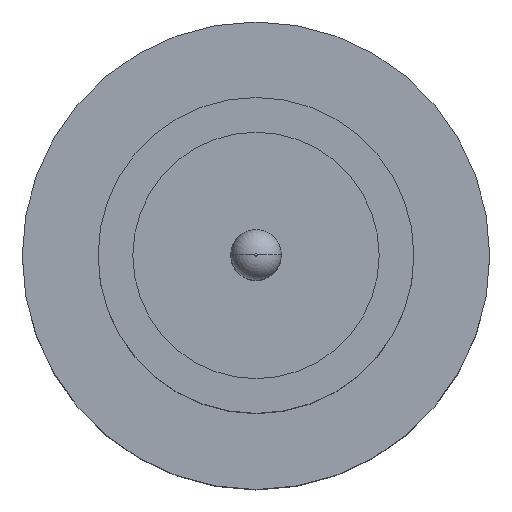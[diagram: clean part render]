
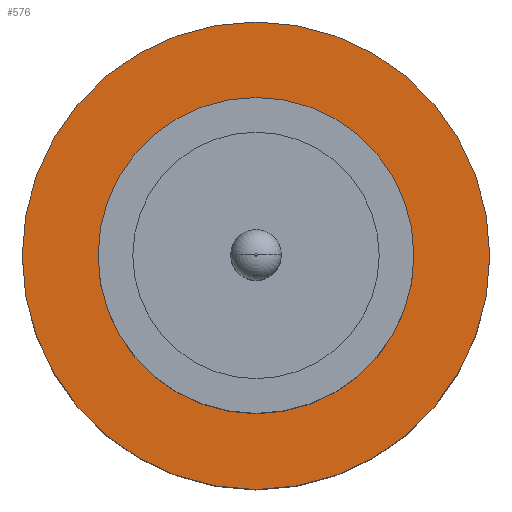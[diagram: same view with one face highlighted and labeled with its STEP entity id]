
A CAD part, top view. The second image highlights one B-rep face of the part: STEP entity #576.
In plain terms, the highlighted planar face has unit normal (0, 0, 1).
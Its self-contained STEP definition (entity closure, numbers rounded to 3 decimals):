
#14 = DIRECTION ( 'NONE',  ( 0., 0., 1. ) ) ;
#18 = CARTESIAN_POINT ( 'NONE',  ( 1.25, 0., 1.55 ) ) ;
#67 = AXIS2_PLACEMENT_3D ( 'NONE', #542, #614, #612 ) ;
#93 = CARTESIAN_POINT ( 'NONE',  ( 0., 0., 1.55 ) ) ;
#104 = EDGE_LOOP ( 'NONE', ( #590, #878 ) ) ;
#128 = DIRECTION ( 'NONE',  ( 0., 0., 1. ) ) ;
#135 = CARTESIAN_POINT ( 'NONE',  ( -1.85, 0., 1.55 ) ) ;
#150 = VERTEX_POINT ( 'NONE', #184 ) ;
#161 = DIRECTION ( 'NONE',  ( 1., 0., 0. ) ) ;
#184 = CARTESIAN_POINT ( 'NONE',  ( -1.25, 0., 1.55 ) ) ;
#219 = CIRCLE ( 'NONE', #67, 1.85 ) ;
#223 = EDGE_CURVE ( 'NONE', #372, #729, #219, .T. ) ;
#242 = CIRCLE ( 'NONE', #664, 1.85 ) ;
#247 = EDGE_CURVE ( 'NONE', #650, #150, #763, .T. ) ;
#304 = DIRECTION ( 'NONE',  ( 1., 0., 0. ) ) ;
#360 = PLANE ( 'NONE',  #578 ) ;
#372 = VERTEX_POINT ( 'NONE', #135 ) ;
#402 = CARTESIAN_POINT ( 'NONE',  ( 0., 0., 1.55 ) ) ;
#441 = AXIS2_PLACEMENT_3D ( 'NONE', #402, #128, #536 ) ;
#448 = ORIENTED_EDGE ( 'NONE', *, *, #223, .T. ) ;
#481 = EDGE_CURVE ( 'NONE', #150, #650, #874, .T. ) ;
#492 = DIRECTION ( 'NONE',  ( 0., 0., 1. ) ) ;
#510 = DIRECTION ( 'NONE',  ( 0., 0., 1. ) ) ;
#534 = EDGE_CURVE ( 'NONE', #729, #372, #242, .T. ) ;
#536 = DIRECTION ( 'NONE',  ( 1., 0., 0. ) ) ;
#542 = CARTESIAN_POINT ( 'NONE',  ( 0., 0., 1.55 ) ) ;
#558 = FACE_BOUND ( 'NONE', #104, .T. ) ;
#576 = ADVANCED_FACE ( 'NONE', ( #558, #789 ), #360, .T. ) ;
#578 = AXIS2_PLACEMENT_3D ( 'NONE', #93, #14, #304 ) ;
#590 = ORIENTED_EDGE ( 'NONE', *, *, #247, .F. ) ;
#612 = DIRECTION ( 'NONE',  ( 1., 0., 0. ) ) ;
#614 = DIRECTION ( 'NONE',  ( 0., 0., 1. ) ) ;
#650 = VERTEX_POINT ( 'NONE', #18 ) ;
#664 = AXIS2_PLACEMENT_3D ( 'NONE', #727, #510, #161 ) ;
#727 = CARTESIAN_POINT ( 'NONE',  ( 0., 0., 1.55 ) ) ;
#729 = VERTEX_POINT ( 'NONE', #742 ) ;
#742 = CARTESIAN_POINT ( 'NONE',  ( 1.85, 0., 1.55 ) ) ;
#744 = EDGE_LOOP ( 'NONE', ( #448, #897 ) ) ;
#763 = CIRCLE ( 'NONE', #441, 1.25 ) ;
#789 = FACE_OUTER_BOUND ( 'NONE', #744, .T. ) ;
#797 = DIRECTION ( 'NONE',  ( 1., 0., 0. ) ) ;
#798 = CARTESIAN_POINT ( 'NONE',  ( 0., 0., 1.55 ) ) ;
#825 = AXIS2_PLACEMENT_3D ( 'NONE', #798, #492, #797 ) ;
#874 = CIRCLE ( 'NONE', #825, 1.25 ) ;
#878 = ORIENTED_EDGE ( 'NONE', *, *, #481, .F. ) ;
#897 = ORIENTED_EDGE ( 'NONE', *, *, #534, .T. ) ;
